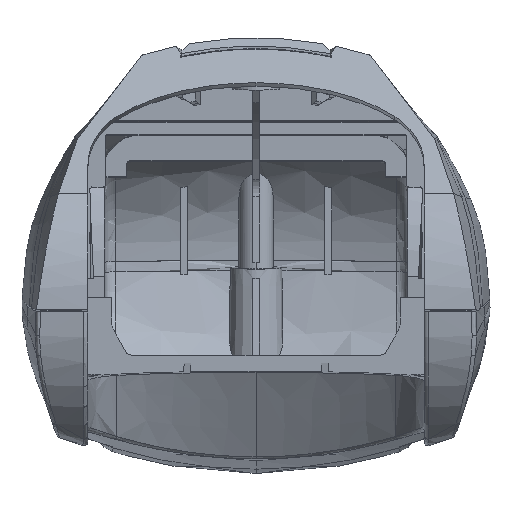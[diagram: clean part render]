
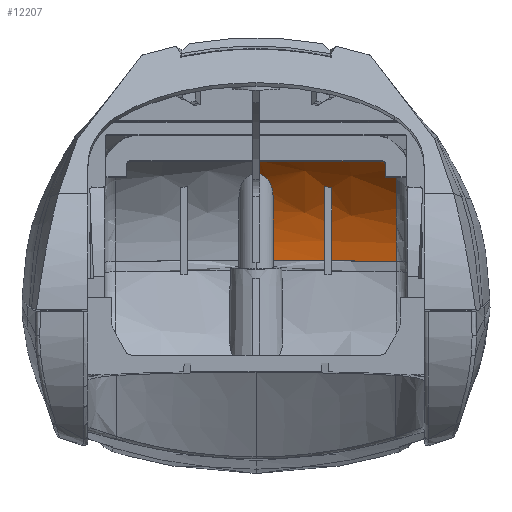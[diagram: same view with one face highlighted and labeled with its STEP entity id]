
A CAD part, front view. The second image highlights one B-rep face of the part: STEP entity #12207.
In plain terms, the highlighted free-form (B-spline) face has degree [3, 3] with [4, 4] control points.
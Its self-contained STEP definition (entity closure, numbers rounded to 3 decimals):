
#1257=CARTESIAN_POINT('',(36.235,25.893,190.378));
#1258=CARTESIAN_POINT('',(37.104,25.893,190.375));
#1259=CARTESIAN_POINT('',(38.84,25.893,190.327));
#1260=CARTESIAN_POINT('',(41.44,25.893,190.133));
#1261=CARTESIAN_POINT('',(43.164,25.893,189.924));
#1262=CARTESIAN_POINT('',(44.025,25.893,189.799));
#1269=CARTESIAN_POINT('',(44.825,25.893,189.676));
#1270=CARTESIAN_POINT('',(45.677,25.893,189.54));
#1271=CARTESIAN_POINT('',(47.372,25.893,189.228));
#1272=CARTESIAN_POINT('',(49.894,25.893,188.642));
#1273=CARTESIAN_POINT('',(51.553,25.893,188.174));
#1274=CARTESIAN_POINT('',(52.378,25.893,187.921));
#1346=CARTESIAN_POINT('',(36.425,15.609,186.43));
#1347=CARTESIAN_POINT('',(36.494,15.626,186.444));
#1348=CARTESIAN_POINT('',(36.635,15.672,186.481));
#1349=CARTESIAN_POINT('',(36.845,15.774,186.561));
#1350=CARTESIAN_POINT('',(37.056,15.915,186.67));
#1351=CARTESIAN_POINT('',(37.264,16.102,186.813));
#1352=CARTESIAN_POINT('',(37.463,16.343,186.991));
#1353=CARTESIAN_POINT('',(37.645,16.643,187.205));
#1354=CARTESIAN_POINT('',(37.801,17.009,187.455));
#1355=CARTESIAN_POINT('',(37.924,17.446,187.737));
#1356=CARTESIAN_POINT('',(38.005,17.963,188.049));
#1357=CARTESIAN_POINT('',(38.025,18.368,188.275));
#1358=CARTESIAN_POINT('',(38.025,18.585,188.389));
#1360=CARTESIAN_POINT('',(38.025,18.585,188.389));
#1361=CARTESIAN_POINT('',(38.025,18.807,188.507));
#1362=CARTESIAN_POINT('',(38.004,19.288,188.75));
#1363=CARTESIAN_POINT('',(37.9,20.121,189.121));
#1364=CARTESIAN_POINT('',(37.717,21.068,189.481));
#1365=CARTESIAN_POINT('',(37.451,22.133,189.814));
#1366=CARTESIAN_POINT('',(37.103,23.315,190.094));
#1367=CARTESIAN_POINT('',(36.69,24.581,190.294));
#1368=CARTESIAN_POINT('',(36.39,25.45,190.362));
#1369=CARTESIAN_POINT('',(36.235,25.893,190.378));
#3537=CARTESIAN_POINT('',(52.378,13.6,180.056));
#3550=CARTESIAN_POINT('',(52.378,26.493,173.443));
#3551=DIRECTION('',(-1.,0.,0.));
#3552=DIRECTION('',(0.,-0.89,0.456));
#3553=AXIS2_PLACEMENT_3D('',#3550,#3551,#3552);
#3555=CARTESIAN_POINT('',(44.825,17.246,186.799));
#3556=CARTESIAN_POINT('',(44.736,17.221,186.799));
#3557=CARTESIAN_POINT('',(44.559,17.172,186.799));
#3558=CARTESIAN_POINT('',(44.292,17.101,186.799));
#3559=CARTESIAN_POINT('',(44.114,17.055,186.799));
#3560=CARTESIAN_POINT('',(44.025,17.033,186.799));
#3562=CARTESIAN_POINT('',(44.025,26.493,173.443));
#3563=DIRECTION('',(1.,0.,0.));
#3564=DIRECTION('',(0.,-0.037,0.999));
#3565=AXIS2_PLACEMENT_3D('',#3562,#3563,#3564);
#3588=CARTESIAN_POINT('',(44.825,26.493,173.443));
#3589=DIRECTION('',(-1.,0.,0.));
#3590=DIRECTION('',(0.,-0.569,0.822));
#3591=AXIS2_PLACEMENT_3D('',#3588,#3589,#3590);
#3620=CARTESIAN_POINT('',(36.425,26.493,173.443));
#3621=DIRECTION('',(-1.,0.,0.));
#3622=DIRECTION('',(0.,-0.89,0.456));
#3623=AXIS2_PLACEMENT_3D('',#3620,#3621,#3622);
#3625=CARTESIAN_POINT('',(35.997,61.12,155.704));
#3626=DIRECTION('',(0.,-0.456,-0.89));
#3627=DIRECTION('',(0.282,-0.854,0.437));
#3628=AXIS2_PLACEMENT_3D('',#3625,#3626,#3627);
#3630=CARTESIAN_POINT('',(36.425,11.41,181.166));
#3651=CARTESIAN_POINT('',(52.378,13.6,180.056));
#3652=CARTESIAN_POINT('',(52.295,13.579,180.071));
#3653=CARTESIAN_POINT('',(52.136,13.538,180.099));
#3654=CARTESIAN_POINT('',(51.923,13.487,180.139));
#3655=CARTESIAN_POINT('',(51.792,13.445,180.141));
#3656=CARTESIAN_POINT('',(51.731,13.423,180.138));
#6379=CARTESIAN_POINT('',(36.235,25.893,190.378));
#6380=VERTEX_POINT('',#6379);
#6381=VERTEX_POINT('',#1262);
#6382=CARTESIAN_POINT('',(44.825,25.893,189.676));
#6383=VERTEX_POINT('',#6382);
#6384=VERTEX_POINT('',#1274);
#6414=VERTEX_POINT('',#3537);
#6437=VERTEX_POINT('',#3630);
#6438=CARTESIAN_POINT('',(36.425,15.609,186.43));
#6439=VERTEX_POINT('',#6438);
#6455=VERTEX_POINT('',#3656);
#6456=CARTESIAN_POINT('',(44.025,17.033,186.799));
#6457=VERTEX_POINT('',#6456);
#6458=VERTEX_POINT('',#1360);
#6459=CARTESIAN_POINT('',(44.825,17.246,186.799));
#6460=VERTEX_POINT('',#6459);
#12171=CARTESIAN_POINT('',(52.691,13.545,179.729));
#12172=CARTESIAN_POINT('',(47.249,12.011,180.473));
#12173=CARTESIAN_POINT('',(41.611,11.24,180.848));
#12174=CARTESIAN_POINT('',(35.907,11.248,180.844));
#12175=CARTESIAN_POINT('',(52.691,15.986,184.756));
#12176=CARTESIAN_POINT('',(47.249,14.741,186.096));
#12177=CARTESIAN_POINT('',(41.611,14.115,186.77));
#12178=CARTESIAN_POINT('',(35.907,14.122,186.763));
#12179=CARTESIAN_POINT('',(52.691,20.701,187.756));
#12180=CARTESIAN_POINT('',(47.249,20.015,189.451));
#12181=CARTESIAN_POINT('',(41.611,19.67,190.304));
#12182=CARTESIAN_POINT('',(35.907,19.674,190.294));
#12183=CARTESIAN_POINT('',(52.691,26.289,187.835));
#12184=CARTESIAN_POINT('',(47.249,26.265,189.539));
#12185=CARTESIAN_POINT('',(41.611,26.253,190.397));
#12186=CARTESIAN_POINT('',(35.907,26.253,190.388));
#12187=(BOUNDED_SURFACE()B_SPLINE_SURFACE(3,3,((#12171,#12172,#12173,#12174),(
#12175,#12176,#12177,#12178),(#12179,#12180,#12181,#12182),(#12183,#12184,
#12185,#12186)),.UNSPECIFIED.,.F.,.F.,.F.)B_SPLINE_SURFACE_WITH_KNOTS((4,4),(4,
4),(0.,1.),(0.,1.),.UNSPECIFIED.)GEOMETRIC_REPRESENTATION_ITEM()RATIONAL_B_SPLINE_SURFACE(((1.087,1.078,1.078,
1.087),(0.979,0.971,0.971,
0.979),(0.979,0.971,0.971,
0.979),(1.087,1.078,1.078,
1.087)))REPRESENTATION_ITEM('')SURFACE());
#12189=ORIENTED_EDGE('',*,*,#12188,.F.);
#12190=ORIENTED_EDGE('',*,*,#8901,.F.);
#12191=ORIENTED_EDGE('',*,*,#8980,.F.);
#12192=ORIENTED_EDGE('',*,*,#8978,.F.);
#12194=ORIENTED_EDGE('',*,*,#12193,.F.);
#12196=ORIENTED_EDGE('',*,*,#12195,.F.);
#12198=ORIENTED_EDGE('',*,*,#12197,.F.);
#12199=ORIENTED_EDGE('',*,*,#12164,.T.);
#12200=ORIENTED_EDGE('',*,*,#8905,.F.);
#12202=ORIENTED_EDGE('',*,*,#12201,.F.);
#12204=ORIENTED_EDGE('',*,*,#12203,.T.);
#12205=EDGE_LOOP('',(#12189,#12190,#12191,#12192,#12194,#12196,#12198,#12199,
#12200,#12202,#12204));
#12206=FACE_OUTER_BOUND('',#12205,.F.);
#12207=ADVANCED_FACE('',(#12206),#12187,.F.);
#1263=B_SPLINE_CURVE_WITH_KNOTS('',3,(#1257,#1258,#1259,#1260,#1261,#1262),
.UNSPECIFIED.,.F.,.F.,(4,1,1,4),(0.,0.333,0.667,1.),
.UNSPECIFIED.);
#1275=B_SPLINE_CURVE_WITH_KNOTS('',3,(#1269,#1270,#1271,#1272,#1273,#1274),
.UNSPECIFIED.,.F.,.F.,(4,1,1,4),(0.,0.333,0.667,1.),
.UNSPECIFIED.);
#1359=B_SPLINE_CURVE_WITH_KNOTS('',3,(#1346,#1347,#1348,#1349,#1350,#1351,#1352,
#1353,#1354,#1355,#1356,#1357,#1358),.UNSPECIFIED.,.F.,.F.,(4,1,1,1,1,1,1,1,1,1,
4),(0.,0.1,0.2,0.3,0.4,0.5,0.6,0.7,0.8,0.9,1.),
.UNSPECIFIED.);
#1370=B_SPLINE_CURVE_WITH_KNOTS('',3,(#1360,#1361,#1362,#1363,#1364,#1365,#1366,
#1367,#1368,#1369),.UNSPECIFIED.,.F.,.F.,(4,1,1,1,1,1,1,4),(0.,
0.143,0.286,0.429,0.571,
0.714,0.857,1.),.UNSPECIFIED.);
#3554=CIRCLE('',#3553,14.491);
#3561=B_SPLINE_CURVE_WITH_KNOTS('',3,(#3555,#3556,#3557,#3558,#3559,#3560),
.UNSPECIFIED.,.F.,.F.,(4,1,1,4),(0.,0.333,0.667,1.),
.UNSPECIFIED.);
#3566=CIRCLE('',#3565,16.367);
#3592=CIRCLE('',#3591,16.245);
#3624=CIRCLE('',#3623,16.945);
#3629=CIRCLE('',#3628,55.853);
#3657=B_SPLINE_CURVE_WITH_KNOTS('',3,(#3651,#3652,#3653,#3654,#3655,#3656),
.UNSPECIFIED.,.F.,.F.,(4,1,1,4),(0.,0.333,0.667,1.),
.UNSPECIFIED.);
#8901=EDGE_CURVE('',#6380,#6381,#1263,.T.);
#8905=EDGE_CURVE('',#6383,#6384,#1275,.T.);
#8978=EDGE_CURVE('',#6439,#6458,#1359,.T.);
#8980=EDGE_CURVE('',#6458,#6380,#1370,.T.);
#12164=EDGE_CURVE('',#6414,#6384,#3554,.T.);
#12188=EDGE_CURVE('',#6381,#6457,#3566,.T.);
#12193=EDGE_CURVE('',#6437,#6439,#3624,.T.);
#12195=EDGE_CURVE('',#6455,#6437,#3629,.T.);
#12197=EDGE_CURVE('',#6414,#6455,#3657,.T.);
#12201=EDGE_CURVE('',#6460,#6383,#3592,.T.);
#12203=EDGE_CURVE('',#6460,#6457,#3561,.T.);
